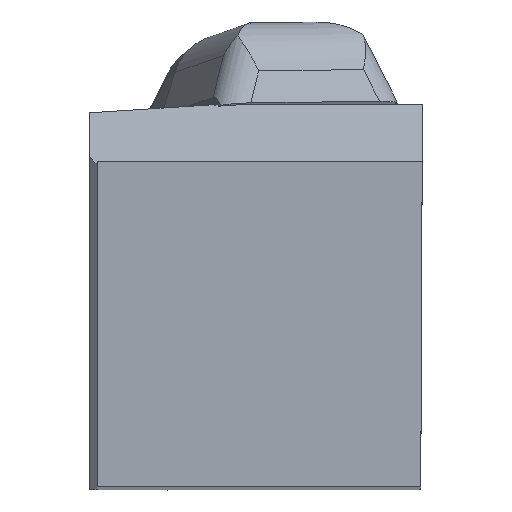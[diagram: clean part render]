
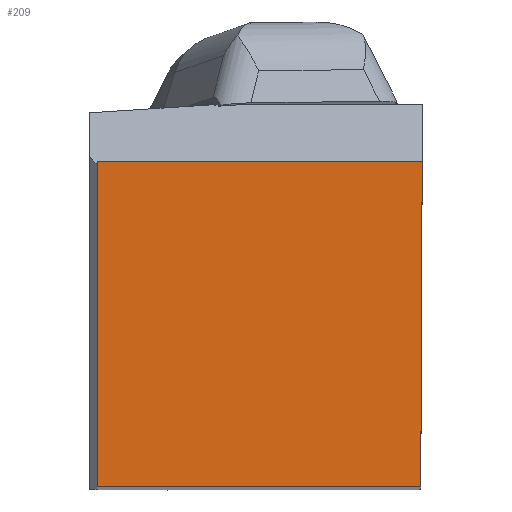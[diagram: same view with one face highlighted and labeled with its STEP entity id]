
A CAD part, top view. The second image highlights one B-rep face of the part: STEP entity #209.
In plain terms, the highlighted planar face has unit normal (0, 0, 1).
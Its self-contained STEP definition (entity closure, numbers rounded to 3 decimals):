
#145=FACE_OUTER_BOUND('',#600,.T.);
#209=ADVANCED_FACE('BLANK_BOXF006',(#145),#267,.F.);
#267=PLANE('',#1425);
#358=LINE('',#2069,#491);
#363=LINE('',#2078,#496);
#367=LINE('',#2086,#500);
#368=LINE('',#2088,#501);
#491=VECTOR('',#1639,1.);
#496=VECTOR('',#1646,1.);
#500=VECTOR('',#1652,1.);
#501=VECTOR('',#1653,1.);
#600=EDGE_LOOP('',(#772,#773,#774,#775));
#772=ORIENTED_EDGE('',*,*,#1200,.F.);
#773=ORIENTED_EDGE('',*,*,#1196,.F.);
#774=ORIENTED_EDGE('',*,*,#1191,.F.);
#775=ORIENTED_EDGE('',*,*,#1201,.F.);
#1056=VERTEX_POINT('',#2068);
#1057=VERTEX_POINT('',#2070);
#1060=VERTEX_POINT('',#2079);
#1063=VERTEX_POINT('',#2087);
#1191=EDGE_CURVE('',#1056,#1057,#358,.T.);
#1196=EDGE_CURVE('',#1057,#1060,#363,.T.);
#1200=EDGE_CURVE('',#1060,#1063,#367,.T.);
#1201=EDGE_CURVE('',#1063,#1056,#368,.T.);
#1425=AXIS2_PLACEMENT_3D('',#2089,#1654,#1655);
#1639=DIRECTION('',(-0.004,-1.,0.));
#1646=DIRECTION('',(-1.,0.,0.));
#1652=DIRECTION('',(0.,1.,0.));
#1653=DIRECTION('',(1.,0.,0.));
#1654=DIRECTION('',(0.,0.,-1.));
#1655=DIRECTION('',(-1.,0.,0.));
#2068=CARTESIAN_POINT('',(0.,24.875,0.));
#2069=CARTESIAN_POINT('',(0.604,163.348,0.));
#2070=CARTESIAN_POINT('',(-0.109,0.,0.));
#2078=CARTESIAN_POINT('',(163.35,0.,0.));
#2079=CARTESIAN_POINT('',(-24.875,0.,0.));
#2086=CARTESIAN_POINT('',(-24.875,-163.35,0.));
#2087=CARTESIAN_POINT('',(-24.875,24.875,0.));
#2088=CARTESIAN_POINT('',(-163.35,24.875,0.));
#2089=CARTESIAN_POINT('',(-34.35,-5.,0.));
